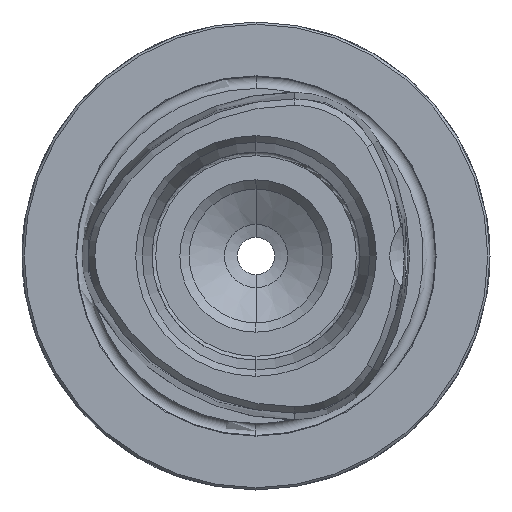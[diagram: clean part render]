
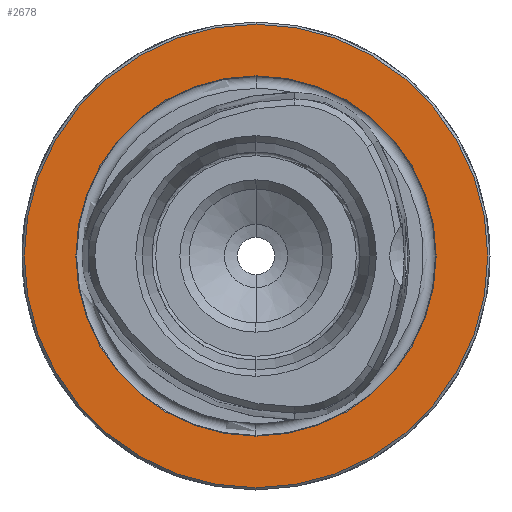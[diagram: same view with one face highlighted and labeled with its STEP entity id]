
A CAD part, left-side view. The second image highlights one B-rep face of the part: STEP entity #2678.
In plain terms, the highlighted planar face has unit normal (-1, 0, 0).
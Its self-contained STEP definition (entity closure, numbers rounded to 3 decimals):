
#275 = DIRECTION ( 'NONE',  ( 0., 0., 1. ) ) ;
#405 = CARTESIAN_POINT ( 'NONE',  ( 0., 0., 24.25 ) ) ;
#462 = CARTESIAN_POINT ( 'NONE',  ( 0., 0., 0. ) ) ;
#492 = EDGE_CURVE ( 'NONE', #1900, #4808, #2824, .T. ) ;
#585 = EDGE_LOOP ( 'NONE', ( #1498, #3179 ) ) ;
#1211 = PLANE ( 'NONE',  #3304 ) ;
#1437 = CARTESIAN_POINT ( 'NONE',  ( 0., 0., -31.2 ) ) ;
#1498 = ORIENTED_EDGE ( 'NONE', *, *, #492, .F. ) ;
#1504 = AXIS2_PLACEMENT_3D ( 'NONE', #1743, #4390, #4022 ) ;
#1509 = DIRECTION ( 'NONE',  ( -1., 0., 0. ) ) ;
#1563 = ORIENTED_EDGE ( 'NONE', *, *, #3162, .T. ) ;
#1743 = CARTESIAN_POINT ( 'NONE',  ( 0., 0., 0. ) ) ;
#1752 = CARTESIAN_POINT ( 'NONE',  ( 0., 0., -24.25 ) ) ;
#1821 = CIRCLE ( 'NONE', #1504, 31.2 ) ;
#1900 = VERTEX_POINT ( 'NONE', #405 ) ;
#2131 = CARTESIAN_POINT ( 'NONE',  ( 0., 24.25, 0. ) ) ;
#2406 = DIRECTION ( 'NONE',  ( -1., 0., 0. ) ) ;
#2434 = CIRCLE ( 'NONE', #4751, 24.25 ) ;
#2436 = CIRCLE ( 'NONE', #2835, 31.2 ) ;
#2538 = EDGE_CURVE ( 'NONE', #3540, #4427, #2436, .T. ) ;
#2651 = AXIS2_PLACEMENT_3D ( 'NONE', #3552, #2406, #4754 ) ;
#2678 = ADVANCED_FACE ( 'NONE', ( #3116, #4637 ), #1211, .F. ) ;
#2698 = ORIENTED_EDGE ( 'NONE', *, *, #2538, .T. ) ;
#2792 = DIRECTION ( 'NONE',  ( 0., 0., 1. ) ) ;
#2824 = CIRCLE ( 'NONE', #2651, 24.25 ) ;
#2835 = AXIS2_PLACEMENT_3D ( 'NONE', #462, #4310, #2792 ) ;
#3116 = FACE_BOUND ( 'NONE', #585, .T. ) ;
#3162 = EDGE_CURVE ( 'NONE', #4427, #3540, #1821, .T. ) ;
#3179 = ORIENTED_EDGE ( 'NONE', *, *, #4074, .F. ) ;
#3303 = CARTESIAN_POINT ( 'NONE',  ( 0., 0., 0. ) ) ;
#3304 = AXIS2_PLACEMENT_3D ( 'NONE', #2131, #3963, #4804 ) ;
#3540 = VERTEX_POINT ( 'NONE', #4384 ) ;
#3552 = CARTESIAN_POINT ( 'NONE',  ( 0., 0., 0. ) ) ;
#3923 = EDGE_LOOP ( 'NONE', ( #1563, #2698 ) ) ;
#3963 = DIRECTION ( 'NONE',  ( 1., 0., 0. ) ) ;
#4022 = DIRECTION ( 'NONE',  ( 0., 0., 1. ) ) ;
#4074 = EDGE_CURVE ( 'NONE', #4808, #1900, #2434, .T. ) ;
#4310 = DIRECTION ( 'NONE',  ( -1., 0., 0. ) ) ;
#4384 = CARTESIAN_POINT ( 'NONE',  ( 0., 0., 31.2 ) ) ;
#4390 = DIRECTION ( 'NONE',  ( -1., 0., 0. ) ) ;
#4427 = VERTEX_POINT ( 'NONE', #1437 ) ;
#4637 = FACE_OUTER_BOUND ( 'NONE', #3923, .T. ) ;
#4751 = AXIS2_PLACEMENT_3D ( 'NONE', #3303, #1509, #275 ) ;
#4754 = DIRECTION ( 'NONE',  ( 0., 0., 1. ) ) ;
#4804 = DIRECTION ( 'NONE',  ( 0., 0., -1. ) ) ;
#4808 = VERTEX_POINT ( 'NONE', #1752 ) ;
